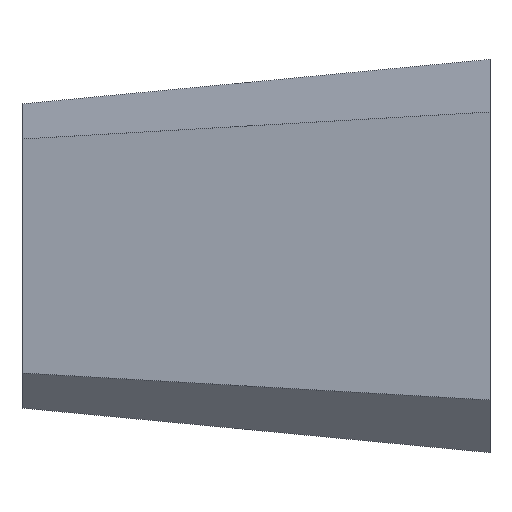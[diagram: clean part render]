
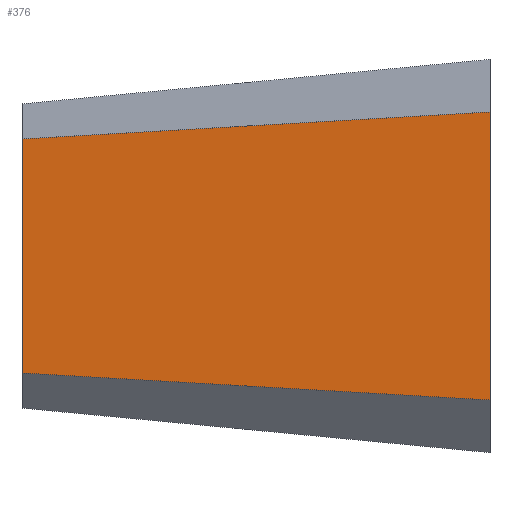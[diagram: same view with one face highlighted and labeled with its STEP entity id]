
A CAD part, left-side view. The second image highlights one B-rep face of the part: STEP entity #376.
In plain terms, the highlighted planar face has unit normal (-0.996, 0.087, 0).
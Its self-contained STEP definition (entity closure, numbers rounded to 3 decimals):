
#4 = DIRECTION ( 'NONE',  ( -0.996, 0.087, 0. ) ) ;
#37 = DIRECTION ( 'NONE',  ( -0.087, -0.995, 0.057 ) ) ;
#91 = VERTEX_POINT ( 'NONE', #483 ) ;
#93 = CARTESIAN_POINT ( 'NONE',  ( -5.25, 0., -6.154 ) ) ;
#96 = PLANE ( 'NONE',  #487 ) ;
#97 = EDGE_CURVE ( 'NONE', #560, #91, #152, .T. ) ;
#117 = ORIENTED_EDGE ( 'NONE', *, *, #536, .F. ) ;
#126 = CARTESIAN_POINT ( 'NONE',  ( -3.5, 20., -5. ) ) ;
#152 = LINE ( 'NONE', #584, #385 ) ;
#197 = LINE ( 'NONE', #570, #424 ) ;
#222 = EDGE_LOOP ( 'NONE', ( #362, #117, #288, #246 ) ) ;
#246 = ORIENTED_EDGE ( 'NONE', *, *, #493, .T. ) ;
#248 = DIRECTION ( 'NONE',  ( 0., 0., 1. ) ) ;
#277 = VERTEX_POINT ( 'NONE', #342 ) ;
#288 = ORIENTED_EDGE ( 'NONE', *, *, #97, .F. ) ;
#313 = VERTEX_POINT ( 'NONE', #93 ) ;
#325 = LINE ( 'NONE', #558, #547 ) ;
#342 = CARTESIAN_POINT ( 'NONE',  ( -5.25, 0., 6.154 ) ) ;
#355 = LINE ( 'NONE', #361, #464 ) ;
#361 = CARTESIAN_POINT ( 'NONE',  ( -3.45, 20.571, -4.967 ) ) ;
#362 = ORIENTED_EDGE ( 'NONE', *, *, #383, .T. ) ;
#376 = ADVANCED_FACE ( 'NONE', ( #482 ), #96, .T. ) ;
#383 = EDGE_CURVE ( 'NONE', #313, #277, #197, .T. ) ;
#385 = VECTOR ( 'NONE', #248, 1000. ) ;
#388 = DIRECTION ( 'NONE',  ( 0., 0., 1. ) ) ;
#424 = VECTOR ( 'NONE', #388, 1000. ) ;
#432 = DIRECTION ( 'NONE',  ( -0.087, -0.996, 0. ) ) ;
#464 = VECTOR ( 'NONE', #551, 1000. ) ;
#482 = FACE_OUTER_BOUND ( 'NONE', #222, .T. ) ;
#483 = CARTESIAN_POINT ( 'NONE',  ( -3.5, 20., 5. ) ) ;
#487 = AXIS2_PLACEMENT_3D ( 'NONE', #534, #4, #432 ) ;
#493 = EDGE_CURVE ( 'NONE', #560, #313, #355, .T. ) ;
#534 = CARTESIAN_POINT ( 'NONE',  ( -3.5, 20., 5. ) ) ;
#536 = EDGE_CURVE ( 'NONE', #91, #277, #325, .T. ) ;
#547 = VECTOR ( 'NONE', #37, 1000. ) ;
#551 = DIRECTION ( 'NONE',  ( -0.087, -0.995, -0.057 ) ) ;
#558 = CARTESIAN_POINT ( 'NONE',  ( -3.481, 20.217, 4.987 ) ) ;
#560 = VERTEX_POINT ( 'NONE', #126 ) ;
#570 = CARTESIAN_POINT ( 'NONE',  ( -5.25, 0., 5. ) ) ;
#584 = CARTESIAN_POINT ( 'NONE',  ( -3.5, 20., 5. ) ) ;
